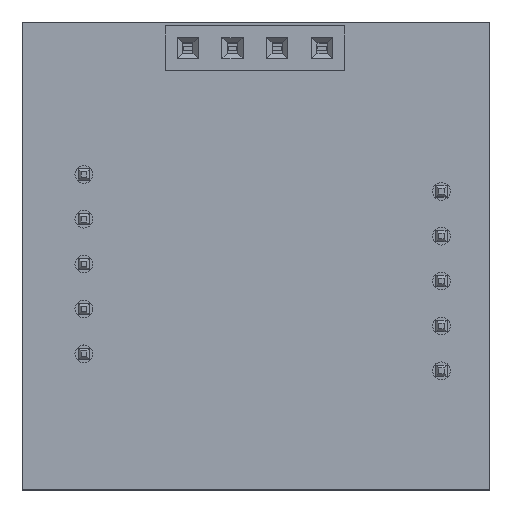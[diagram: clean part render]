
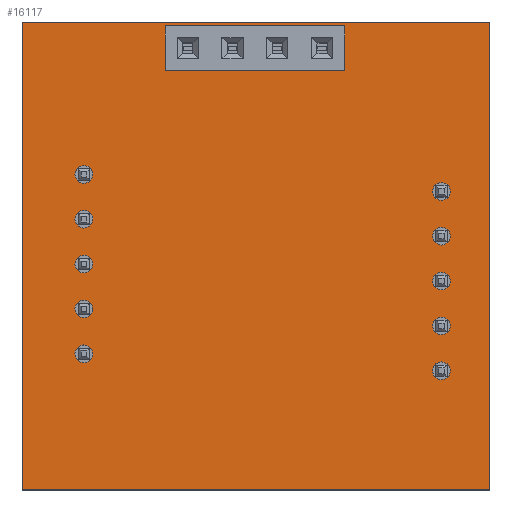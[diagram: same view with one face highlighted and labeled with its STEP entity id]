
A CAD part, top view. The second image highlights one B-rep face of the part: STEP entity #16117.
In plain terms, the highlighted planar face has unit normal (0, 0, 1).
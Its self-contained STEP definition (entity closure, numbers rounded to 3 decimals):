
#15851 = VERTEX_POINT('',#15852);
#15852 = CARTESIAN_POINT('',(184.,-116.75,1.6));
#15858 = EDGE_CURVE('',#15851,#15859,#15861,.T.);
#15859 = VERTEX_POINT('',#15860);
#15860 = CARTESIAN_POINT('',(157.5,-116.75,1.6));
#15861 = LINE('',#15862,#15863);
#15862 = CARTESIAN_POINT('',(184.,-116.75,1.6));
#15863 = VECTOR('',#15864,1.);
#15864 = DIRECTION('',(-1.,0.,0.));
#15891 = VERTEX_POINT('',#15892);
#15892 = CARTESIAN_POINT('',(184.,-90.25,1.6));
#15898 = EDGE_CURVE('',#15891,#15851,#15899,.T.);
#15899 = LINE('',#15900,#15901);
#15900 = CARTESIAN_POINT('',(184.,-90.25,1.6));
#15901 = VECTOR('',#15902,1.);
#15902 = DIRECTION('',(0.,-1.,0.));
#15920 = EDGE_CURVE('',#15859,#15921,#15923,.T.);
#15921 = VERTEX_POINT('',#15922);
#15922 = CARTESIAN_POINT('',(157.5,-90.25,1.6));
#15923 = LINE('',#15924,#15925);
#15924 = CARTESIAN_POINT('',(157.5,-116.75,1.6));
#15925 = VECTOR('',#15926,1.);
#15926 = DIRECTION('',(0.,1.,0.));
#16117 = ADVANCED_FACE('',(#16118,#16129,#16140,#16151,#16162,#16173,
    #16184,#16195,#16206,#16217,#16228,#16239,#16250,#16261,#16272),
  #16283,.T.);
#16118 = FACE_BOUND('',#16119,.T.);
#16119 = EDGE_LOOP('',(#16120,#16121,#16122,#16128));
#16120 = ORIENTED_EDGE('',*,*,#15858,.F.);
#16121 = ORIENTED_EDGE('',*,*,#15898,.F.);
#16122 = ORIENTED_EDGE('',*,*,#16123,.F.);
#16123 = EDGE_CURVE('',#15921,#15891,#16124,.T.);
#16124 = LINE('',#16125,#16126);
#16125 = CARTESIAN_POINT('',(157.5,-90.25,1.6));
#16126 = VECTOR('',#16127,1.);
#16127 = DIRECTION('',(1.,0.,0.));
#16128 = ORIENTED_EDGE('',*,*,#15920,.F.);
#16129 = FACE_BOUND('',#16130,.T.);
#16130 = EDGE_LOOP('',(#16131));
#16131 = ORIENTED_EDGE('',*,*,#16132,.T.);
#16132 = EDGE_CURVE('',#16133,#16133,#16135,.T.);
#16133 = VERTEX_POINT('',#16134);
#16134 = CARTESIAN_POINT('',(161.,-109.54,1.6));
#16135 = CIRCLE('',#16136,0.5);
#16136 = AXIS2_PLACEMENT_3D('',#16137,#16138,#16139);
#16137 = CARTESIAN_POINT('',(161.,-109.04,1.6));
#16138 = DIRECTION('',(-0.,0.,-1.));
#16139 = DIRECTION('',(-0.,-1.,0.));
#16140 = FACE_BOUND('',#16141,.T.);
#16141 = EDGE_LOOP('',(#16142));
#16142 = ORIENTED_EDGE('',*,*,#16143,.T.);
#16143 = EDGE_CURVE('',#16144,#16144,#16146,.T.);
#16144 = VERTEX_POINT('',#16145);
#16145 = CARTESIAN_POINT('',(161.,-107.,1.6));
#16146 = CIRCLE('',#16147,0.5);
#16147 = AXIS2_PLACEMENT_3D('',#16148,#16149,#16150);
#16148 = CARTESIAN_POINT('',(161.,-106.5,1.6));
#16149 = DIRECTION('',(-0.,0.,-1.));
#16150 = DIRECTION('',(-0.,-1.,0.));
#16151 = FACE_BOUND('',#16152,.T.);
#16152 = EDGE_LOOP('',(#16153));
#16153 = ORIENTED_EDGE('',*,*,#16154,.T.);
#16154 = EDGE_CURVE('',#16155,#16155,#16157,.T.);
#16155 = VERTEX_POINT('',#16156);
#16156 = CARTESIAN_POINT('',(161.,-104.46,1.6));
#16157 = CIRCLE('',#16158,0.5);
#16158 = AXIS2_PLACEMENT_3D('',#16159,#16160,#16161);
#16159 = CARTESIAN_POINT('',(161.,-103.96,1.6));
#16160 = DIRECTION('',(-0.,0.,-1.));
#16161 = DIRECTION('',(-0.,-1.,0.));
#16162 = FACE_BOUND('',#16163,.T.);
#16163 = EDGE_LOOP('',(#16164));
#16164 = ORIENTED_EDGE('',*,*,#16165,.T.);
#16165 = EDGE_CURVE('',#16166,#16166,#16168,.T.);
#16166 = VERTEX_POINT('',#16167);
#16167 = CARTESIAN_POINT('',(161.,-101.92,1.6));
#16168 = CIRCLE('',#16169,0.5);
#16169 = AXIS2_PLACEMENT_3D('',#16170,#16171,#16172);
#16170 = CARTESIAN_POINT('',(161.,-101.42,1.6));
#16171 = DIRECTION('',(-0.,0.,-1.));
#16172 = DIRECTION('',(-0.,-1.,0.));
#16173 = FACE_BOUND('',#16174,.T.);
#16174 = EDGE_LOOP('',(#16175));
#16175 = ORIENTED_EDGE('',*,*,#16176,.T.);
#16176 = EDGE_CURVE('',#16177,#16177,#16179,.T.);
#16177 = VERTEX_POINT('',#16178);
#16178 = CARTESIAN_POINT('',(181.25,-110.5,1.6));
#16179 = CIRCLE('',#16180,0.5);
#16180 = AXIS2_PLACEMENT_3D('',#16181,#16182,#16183);
#16181 = CARTESIAN_POINT('',(181.25,-110.,1.6));
#16182 = DIRECTION('',(-0.,0.,-1.));
#16183 = DIRECTION('',(-0.,-1.,0.));
#16184 = FACE_BOUND('',#16185,.T.);
#16185 = EDGE_LOOP('',(#16186));
#16186 = ORIENTED_EDGE('',*,*,#16187,.T.);
#16187 = EDGE_CURVE('',#16188,#16188,#16190,.T.);
#16188 = VERTEX_POINT('',#16189);
#16189 = CARTESIAN_POINT('',(181.25,-107.96,1.6));
#16190 = CIRCLE('',#16191,0.5);
#16191 = AXIS2_PLACEMENT_3D('',#16192,#16193,#16194);
#16192 = CARTESIAN_POINT('',(181.25,-107.46,1.6));
#16193 = DIRECTION('',(-0.,0.,-1.));
#16194 = DIRECTION('',(-0.,-1.,0.));
#16195 = FACE_BOUND('',#16196,.T.);
#16196 = EDGE_LOOP('',(#16197));
#16197 = ORIENTED_EDGE('',*,*,#16198,.T.);
#16198 = EDGE_CURVE('',#16199,#16199,#16201,.T.);
#16199 = VERTEX_POINT('',#16200);
#16200 = CARTESIAN_POINT('',(181.25,-105.42,1.6));
#16201 = CIRCLE('',#16202,0.5);
#16202 = AXIS2_PLACEMENT_3D('',#16203,#16204,#16205);
#16203 = CARTESIAN_POINT('',(181.25,-104.92,1.6));
#16204 = DIRECTION('',(-0.,0.,-1.));
#16205 = DIRECTION('',(-0.,-1.,0.));
#16206 = FACE_BOUND('',#16207,.T.);
#16207 = EDGE_LOOP('',(#16208));
#16208 = ORIENTED_EDGE('',*,*,#16209,.T.);
#16209 = EDGE_CURVE('',#16210,#16210,#16212,.T.);
#16210 = VERTEX_POINT('',#16211);
#16211 = CARTESIAN_POINT('',(181.25,-102.88,1.6));
#16212 = CIRCLE('',#16213,0.5);
#16213 = AXIS2_PLACEMENT_3D('',#16214,#16215,#16216);
#16214 = CARTESIAN_POINT('',(181.25,-102.38,1.6));
#16215 = DIRECTION('',(-0.,0.,-1.));
#16216 = DIRECTION('',(-0.,-1.,0.));
#16217 = FACE_BOUND('',#16218,.T.);
#16218 = EDGE_LOOP('',(#16219));
#16219 = ORIENTED_EDGE('',*,*,#16220,.T.);
#16220 = EDGE_CURVE('',#16221,#16221,#16223,.T.);
#16221 = VERTEX_POINT('',#16222);
#16222 = CARTESIAN_POINT('',(161.,-99.38,1.6));
#16223 = CIRCLE('',#16224,0.5);
#16224 = AXIS2_PLACEMENT_3D('',#16225,#16226,#16227);
#16225 = CARTESIAN_POINT('',(161.,-98.88,1.6));
#16226 = DIRECTION('',(-0.,0.,-1.));
#16227 = DIRECTION('',(-0.,-1.,0.));
#16228 = FACE_BOUND('',#16229,.T.);
#16229 = EDGE_LOOP('',(#16230));
#16230 = ORIENTED_EDGE('',*,*,#16231,.T.);
#16231 = EDGE_CURVE('',#16232,#16232,#16234,.T.);
#16232 = VERTEX_POINT('',#16233);
#16233 = CARTESIAN_POINT('',(166.88,-92.25,1.6));
#16234 = CIRCLE('',#16235,0.5);
#16235 = AXIS2_PLACEMENT_3D('',#16236,#16237,#16238);
#16236 = CARTESIAN_POINT('',(166.88,-91.75,1.6));
#16237 = DIRECTION('',(-0.,0.,-1.));
#16238 = DIRECTION('',(-0.,-1.,0.));
#16239 = FACE_BOUND('',#16240,.T.);
#16240 = EDGE_LOOP('',(#16241));
#16241 = ORIENTED_EDGE('',*,*,#16242,.T.);
#16242 = EDGE_CURVE('',#16243,#16243,#16245,.T.);
#16243 = VERTEX_POINT('',#16244);
#16244 = CARTESIAN_POINT('',(169.42,-92.25,1.6));
#16245 = CIRCLE('',#16246,0.5);
#16246 = AXIS2_PLACEMENT_3D('',#16247,#16248,#16249);
#16247 = CARTESIAN_POINT('',(169.42,-91.75,1.6));
#16248 = DIRECTION('',(-0.,0.,-1.));
#16249 = DIRECTION('',(-0.,-1.,0.));
#16250 = FACE_BOUND('',#16251,.T.);
#16251 = EDGE_LOOP('',(#16252));
#16252 = ORIENTED_EDGE('',*,*,#16253,.T.);
#16253 = EDGE_CURVE('',#16254,#16254,#16256,.T.);
#16254 = VERTEX_POINT('',#16255);
#16255 = CARTESIAN_POINT('',(181.25,-100.34,1.6));
#16256 = CIRCLE('',#16257,0.5);
#16257 = AXIS2_PLACEMENT_3D('',#16258,#16259,#16260);
#16258 = CARTESIAN_POINT('',(181.25,-99.84,1.6));
#16259 = DIRECTION('',(-0.,0.,-1.));
#16260 = DIRECTION('',(-0.,-1.,0.));
#16261 = FACE_BOUND('',#16262,.T.);
#16262 = EDGE_LOOP('',(#16263));
#16263 = ORIENTED_EDGE('',*,*,#16264,.T.);
#16264 = EDGE_CURVE('',#16265,#16265,#16267,.T.);
#16265 = VERTEX_POINT('',#16266);
#16266 = CARTESIAN_POINT('',(171.96,-92.25,1.6));
#16267 = CIRCLE('',#16268,0.5);
#16268 = AXIS2_PLACEMENT_3D('',#16269,#16270,#16271);
#16269 = CARTESIAN_POINT('',(171.96,-91.75,1.6));
#16270 = DIRECTION('',(-0.,0.,-1.));
#16271 = DIRECTION('',(-0.,-1.,0.));
#16272 = FACE_BOUND('',#16273,.T.);
#16273 = EDGE_LOOP('',(#16274));
#16274 = ORIENTED_EDGE('',*,*,#16275,.T.);
#16275 = EDGE_CURVE('',#16276,#16276,#16278,.T.);
#16276 = VERTEX_POINT('',#16277);
#16277 = CARTESIAN_POINT('',(174.5,-92.25,1.6));
#16278 = CIRCLE('',#16279,0.5);
#16279 = AXIS2_PLACEMENT_3D('',#16280,#16281,#16282);
#16280 = CARTESIAN_POINT('',(174.5,-91.75,1.6));
#16281 = DIRECTION('',(-0.,0.,-1.));
#16282 = DIRECTION('',(-0.,-1.,0.));
#16283 = PLANE('',#16284);
#16284 = AXIS2_PLACEMENT_3D('',#16285,#16286,#16287);
#16285 = CARTESIAN_POINT('',(0.,0.,1.6));
#16286 = DIRECTION('',(0.,0.,1.));
#16287 = DIRECTION('',(1.,0.,-0.));
